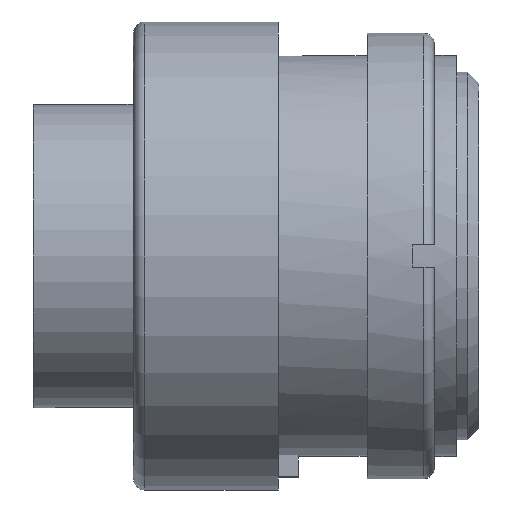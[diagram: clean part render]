
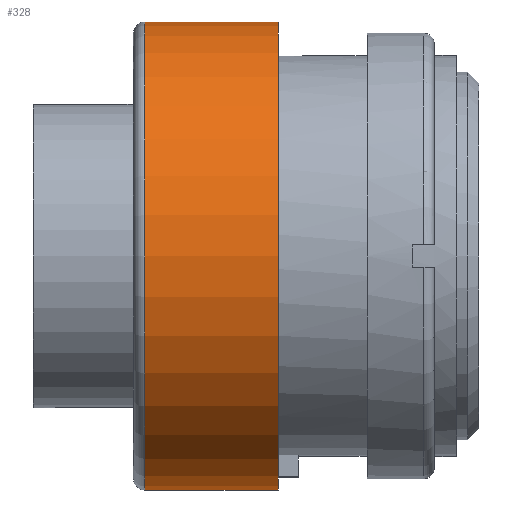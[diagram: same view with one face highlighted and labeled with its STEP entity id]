
A CAD part, front view. The second image highlights one B-rep face of the part: STEP entity #328.
In plain terms, the highlighted cylindrical face has radius 10.5 mm (diameter 21 mm), a full revolution.
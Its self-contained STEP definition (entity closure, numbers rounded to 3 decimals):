
#328=ADVANCED_FACE('',(#781,#782),#482,.T.);
#482=CYLINDRICAL_SURFACE('',#2419,10.5);
#781=FACE_BOUND('',#967,.T.);
#782=FACE_BOUND('',#968,.T.);
#967=EDGE_LOOP('',(#1242));
#968=EDGE_LOOP('',(#1243));
#1242=ORIENTED_EDGE('',*,*,#2014,.T.);
#1243=ORIENTED_EDGE('',*,*,#1990,.T.);
#1773=VERTEX_POINT('',#3358);
#1796=VERTEX_POINT('',#3411);
#1990=EDGE_CURVE('',#1773,#1773,#2267,.T.);
#2014=EDGE_CURVE('',#1796,#1796,#2282,.T.);
#2267=CIRCLE('',#2397,10.5);
#2282=CIRCLE('',#2418,10.5);
#2397=AXIS2_PLACEMENT_3D('',#3357,#2681,#2682);
#2418=AXIS2_PLACEMENT_3D('',#3410,#2732,#2733);
#2419=AXIS2_PLACEMENT_3D('',#3412,#2734,#2735);
#2681=DIRECTION('',(-1.,0.,0.));
#2682=DIRECTION('',(0.,0.,-1.));
#2732=DIRECTION('',(1.,0.,0.));
#2733=DIRECTION('',(0.,0.,1.));
#2734=DIRECTION('',(1.,0.,0.));
#2735=DIRECTION('',(0.,0.,-1.));
#3357=CARTESIAN_POINT('',(6.5,0.,0.));
#3358=CARTESIAN_POINT('',(6.5,0.,-10.5));
#3410=CARTESIAN_POINT('',(0.5,0.,0.));
#3411=CARTESIAN_POINT('',(0.5,0.,10.5));
#3412=CARTESIAN_POINT('',(0.,0.,0.));
